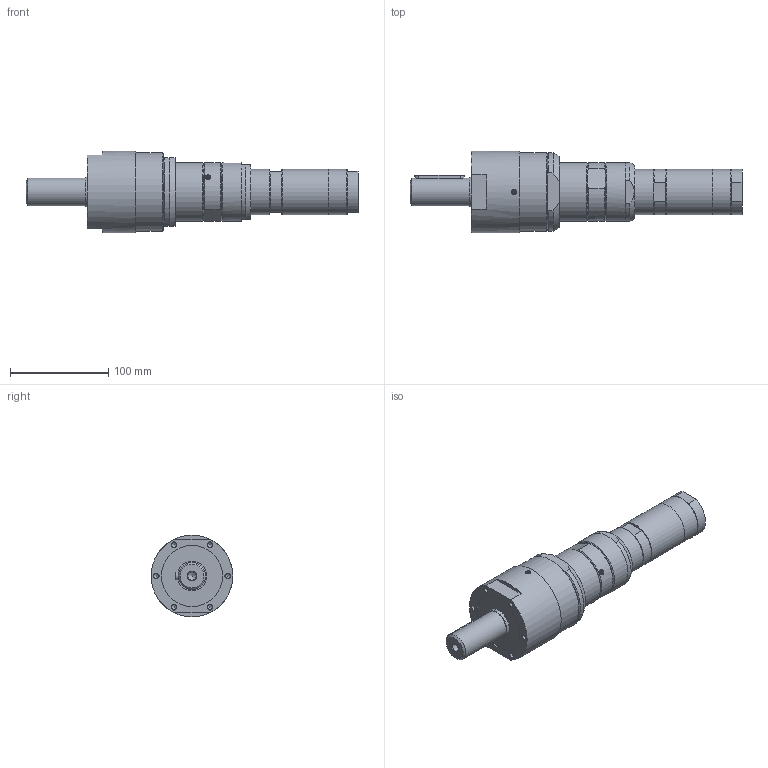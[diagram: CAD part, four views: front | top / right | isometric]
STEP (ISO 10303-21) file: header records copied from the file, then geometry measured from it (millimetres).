
FILE_DESCRIPTION(/* description */ (''),/* implementation_level */ '2;1');
FILE_NAME(/* name */ 'MRD 84-35_6024777.stp',/* time_stamp */ '2018-08-30T08:46:03+02:00',/* author */ ('FLambert'),/* organization */ (''),/* preprocessor_version */ 'ST-DEVELOPER v17',/* originating_system */ 'Autodesk Inventor 2018',/* authorisation */ '');
FILE_SCHEMA (('AUTOMOTIVE_DESIGN { 1 0 10303 214 3 1 1 }'));
Length unit declared in the file: millimetre
Products named in the file (1): MRD 84-35_6024777
Bounding box: 337.5 x 83 x 83 mm (x, y, z)
Volume: 880221.3 mm3; surface area: 78045.1 mm2
Topology: 1 solids, 8 shells, 261 faces, 677 edges, 456 vertices
Faces by surface type: plane 135, cylinder 63, cone 47, bspline 7, torus 5, sphere 4
Full cylindrical faces by diameter (mm): 1.55 x4, 3.3 x1, 3.6 x2, 4 x4, 4.917 x6, 5 x2, 5.5 x2, 8.376 x1, 11.445 x1, 18.631 x1, 28 x1, 30 x1, 46 x3, 46.5 x1, 60 x2, 62 x1, 67 x1, 67.4 x1, 80 x1, 83 x1
Entity records: 8588 total; most frequent: CARTESIAN_POINT 1767, DIRECTION 1388, ORIENTED_EDGE 1340, EDGE_CURVE 670, AXIS2_PLACEMENT_3D 529, VERTEX_POINT 456, LINE 330, VECTOR 330
